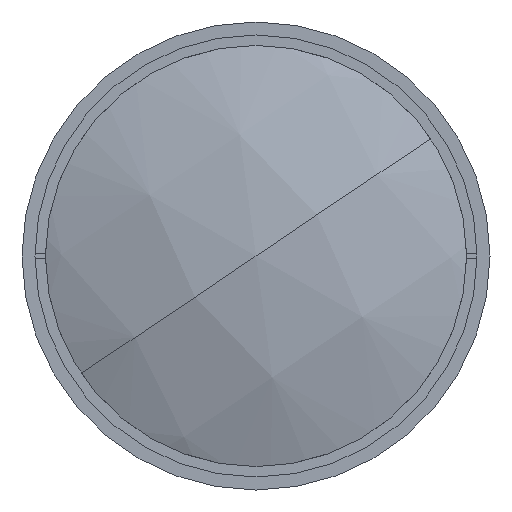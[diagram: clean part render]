
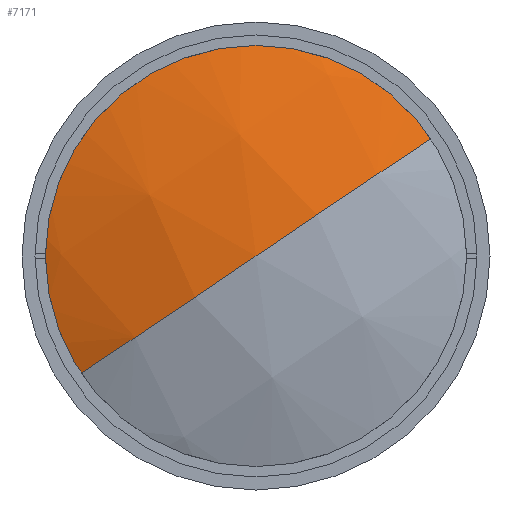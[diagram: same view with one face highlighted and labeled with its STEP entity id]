
A CAD part, left-side view. The second image highlights one B-rep face of the part: STEP entity #7171.
In plain terms, the highlighted spherical face has radius 111.8 mm.
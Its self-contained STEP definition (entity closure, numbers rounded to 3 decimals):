
#579 = ORIENTED_EDGE ( 'NONE', *, *, #9446, .T. ) ;
#923 = CARTESIAN_POINT ( 'NONE',  ( 113.3, 0., 0. ) ) ;
#1042 = EDGE_CURVE ( 'NONE', #1495, #14741, #7048, .T. ) ;
#1229 = CIRCLE ( 'NONE', #3174, 111.8 ) ;
#1484 = DIRECTION ( 'NONE',  ( 0., -0.83, 0.558 ) ) ;
#1495 = VERTEX_POINT ( 'NONE', #8791 ) ;
#2150 = DIRECTION ( 'NONE',  ( -1., 0., 0. ) ) ;
#2187 = CIRCLE ( 'NONE', #4039, 41.5 ) ;
#2511 = DIRECTION ( 'NONE',  ( 0., 0.558, 0.83 ) ) ;
#3174 = AXIS2_PLACEMENT_3D ( 'NONE', #20484, #11023, #1484 ) ;
#3538 = AXIS2_PLACEMENT_3D ( 'NONE', #8697, #19755, #10295 ) ;
#4039 = AXIS2_PLACEMENT_3D ( 'NONE', #11692, #2150, #13273 ) ;
#4137 = ORIENTED_EDGE ( 'NONE', *, *, #1042, .F. ) ;
#5790 = CARTESIAN_POINT ( 'NONE',  ( 9.488, 34.435, -23.162 ) ) ;
#6780 = ORIENTED_EDGE ( 'NONE', *, *, #16734, .T. ) ;
#7048 = CIRCLE ( 'NONE', #3538, 111.8 ) ;
#7171 = ADVANCED_FACE ( 'NONE', ( #11206 ), #19629, .T. ) ;
#7490 = CARTESIAN_POINT ( 'NONE',  ( 1.5, 0., 0. ) ) ;
#8697 = CARTESIAN_POINT ( 'NONE',  ( 113.3, 0., 0. ) ) ;
#8791 = CARTESIAN_POINT ( 'NONE',  ( 9.488, -34.435, 23.162 ) ) ;
#9446 = EDGE_CURVE ( 'NONE', #12705, #14741, #1229, .T. ) ;
#10295 = DIRECTION ( 'NONE',  ( 0., 0.83, -0.558 ) ) ;
#11023 = DIRECTION ( 'NONE',  ( 0., 0.558, 0.83 ) ) ;
#11206 = FACE_OUTER_BOUND ( 'NONE', #20288, .T. ) ;
#11692 = CARTESIAN_POINT ( 'NONE',  ( 9.488, 0., 0. ) ) ;
#12705 = VERTEX_POINT ( 'NONE', #5790 ) ;
#13273 = DIRECTION ( 'NONE',  ( 0., 0.558, 0.83 ) ) ;
#13634 = DIRECTION ( 'NONE',  ( 0., -0.83, 0.558 ) ) ;
#14741 = VERTEX_POINT ( 'NONE', #7490 ) ;
#16734 = EDGE_CURVE ( 'NONE', #1495, #12705, #2187, .T. ) ;
#17888 = AXIS2_PLACEMENT_3D ( 'NONE', #923, #2511, #13634 ) ;
#19629 = SPHERICAL_SURFACE ( 'NONE', #17888, 111.8 ) ;
#19755 = DIRECTION ( 'NONE',  ( 0., -0.558, -0.83 ) ) ;
#20288 = EDGE_LOOP ( 'NONE', ( #6780, #579, #4137 ) ) ;
#20484 = CARTESIAN_POINT ( 'NONE',  ( 113.3, 0., 0. ) ) ;
